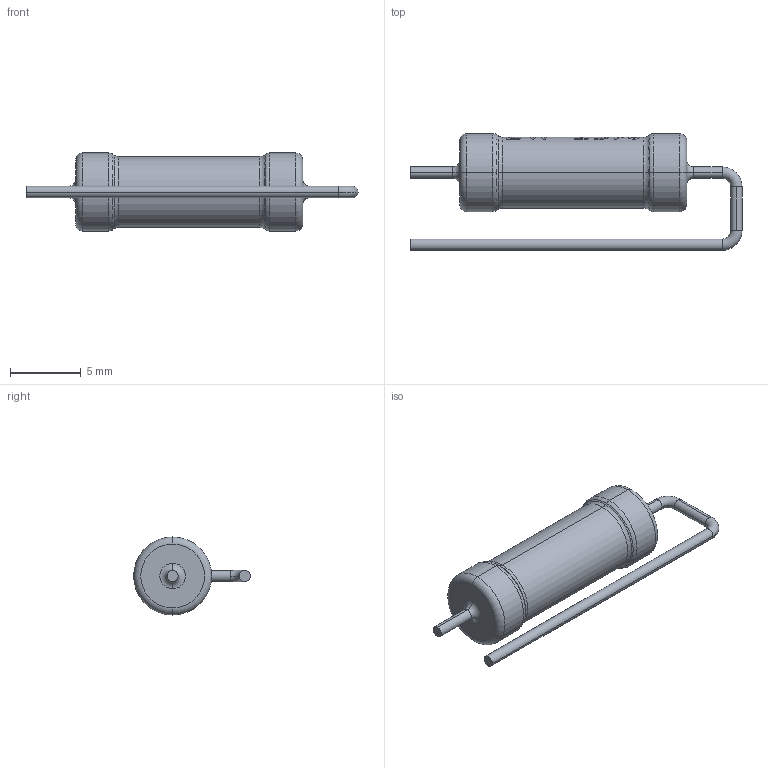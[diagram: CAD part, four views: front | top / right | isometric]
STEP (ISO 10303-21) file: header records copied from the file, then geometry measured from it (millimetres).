
FILE_DESCRIPTION (( 'STEP AP214' ), '1' );
FILE_NAME ('THD Resistor 2W 5%_vertical.STEP', '2023-10-08T16:01:01', ( '' ), ( '' ), 'SwSTEP 2.0', 'SolidWorks 2021', '' );
FILE_SCHEMA (( 'AUTOMOTIVE_DESIGN' ));
Length unit declared in the file: millimetre
Products named in the file (1): THD Resistor 2W 5%_vertical
Bounding box: 23.4 x 8.23 x 5.5 mm (x, y, z)
Volume: 352 mm3; surface area: 387.2 mm2
Topology: 1 solids, 1 shells, 155 faces, 397 edges, 256 vertices
Faces by surface type: bspline 81, plane 26, cylinder 24, torus 20, cone 4
Entity records: 10958 total; most frequent: CARTESIAN_POINT 6140, ORIENTED_EDGE 794, EDGE_CURVE 397, DIRECTION 374, B_SPLINE_CURVE_WITH_KNOTS 259, VERTEX_POINT 256, EDGE_LOOP 167, AXIS2_PLACEMENT_3D 161
